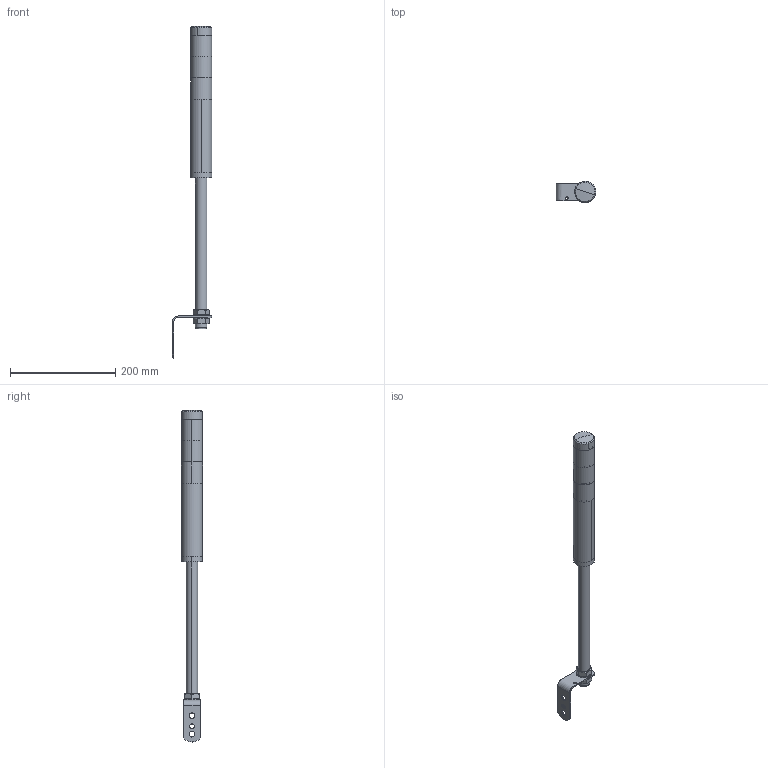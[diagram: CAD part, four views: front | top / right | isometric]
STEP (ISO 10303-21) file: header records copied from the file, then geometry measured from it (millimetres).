
FILE_DESCRIPTION (( 'STEP AP214' ), '1' );
FILE_NAME ('LR4-3M2LJNW-RYG.step', '2018-07-03T11:52:01', ( '' ), ( '' ), 'SwSTEP 2.0', 'SolidWorks 2017', '' );
FILE_SCHEMA (( 'AUTOMOTIVE_DESIGN' ));
Length unit declared in the file: inch
Products named in the file (1): LR4-3M2LJNW-RYG
Bounding box: 75 x 40 x 631.98 mm (x, y, z)
Volume: 427994.7 mm3; surface area: 120911 mm2
Topology: 12 solids, 12 shells, 163 faces, 344 edges, 227 vertices
Faces by surface type: cylinder 89, plane 58, bspline 10, cone 4, sphere 2
Entity records: 8764 total; most frequent: CARTESIAN_POINT 2833, DIRECTION 808, ORIENTED_EDGE 688, EDGE_CURVE 344, AXIS2_PLACEMENT_3D 342, VERTEX_POINT 227, EDGE_LOOP 211, CIRCLE 188
